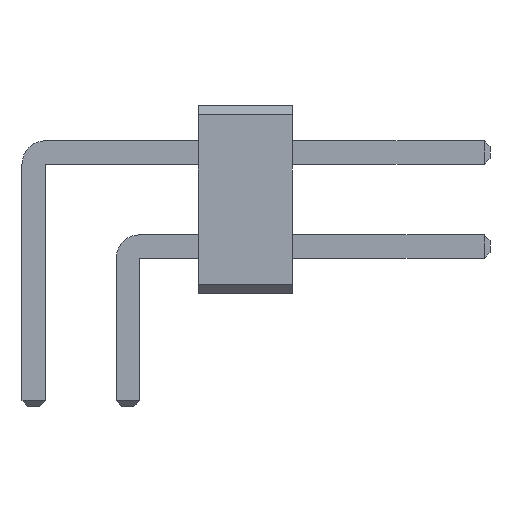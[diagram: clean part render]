
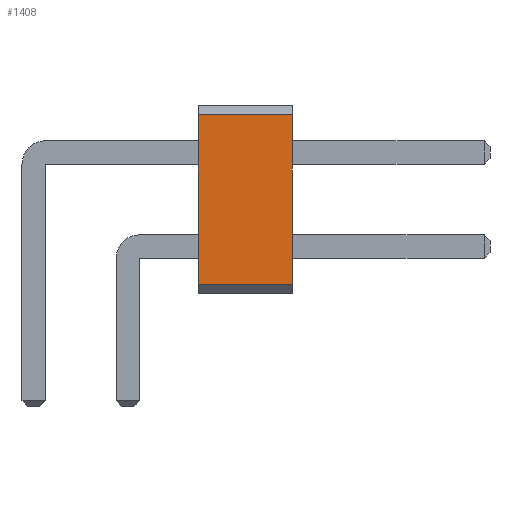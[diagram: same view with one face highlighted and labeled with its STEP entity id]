
A CAD part, front view. The second image highlights one B-rep face of the part: STEP entity #1408.
In plain terms, the highlighted planar face has unit normal (0, -1, 0).
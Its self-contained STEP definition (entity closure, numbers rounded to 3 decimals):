
#13=DIRECTION('',(0.,0.,1.));
#27=VECTOR('',#28,1.);
#28=DIRECTION('',(1.,0.,0.));
#57=DIRECTION('',(0.,-1.,0.));
#1395=VERTEX_POINT('',#1396);
#1396=CARTESIAN_POINT('',(5.5,-47.,0.2));
#1399=EDGE_CURVE('',#1400,#1395,#1402,.T.);
#1400=VERTEX_POINT('',#1401);
#1401=CARTESIAN_POINT('',(3.5,-47.,0.2));
#1402=LINE('',#1401,#27);
#1408=ADVANCED_FACE('',(#1409),#1426,.T.);
#1409=FACE_BOUND('',#1410,.T.);
#1410=EDGE_LOOP('',(#1411,#1412,#1418,#1423));
#1411=ORIENTED_EDGE('',*,*,#1399,.T.);
#1412=ORIENTED_EDGE('',*,*,#1413,.T.);
#1413=EDGE_CURVE('',#1395,#1414,#1416,.T.);
#1414=VERTEX_POINT('',#1415);
#1415=CARTESIAN_POINT('',(5.5,-47.,3.8));
#1416=LINE('',#1396,#1417);
#1417=VECTOR('',#13,1.);
#1418=ORIENTED_EDGE('',*,*,#1419,.F.);
#1419=EDGE_CURVE('',#1420,#1414,#1422,.T.);
#1420=VERTEX_POINT('',#1421);
#1421=CARTESIAN_POINT('',(3.5,-47.,3.8));
#1422=LINE('',#1421,#27);
#1423=ORIENTED_EDGE('',*,*,#1424,.F.);
#1424=EDGE_CURVE('',#1400,#1420,#1425,.T.);
#1425=LINE('',#1401,#1417);
#1426=PLANE('',#1427);
#1427=AXIS2_PLACEMENT_3D('',#1401,#57,#13);
